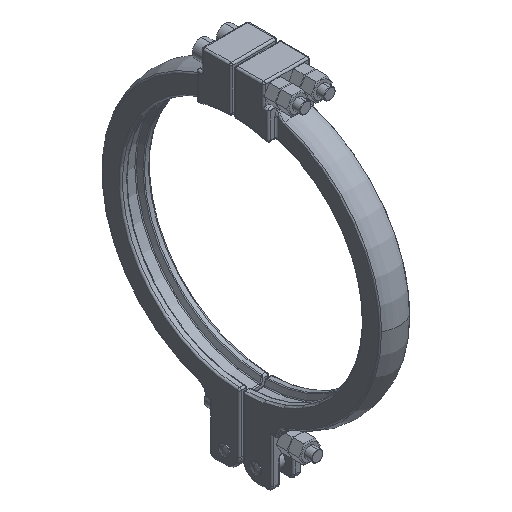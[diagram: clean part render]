
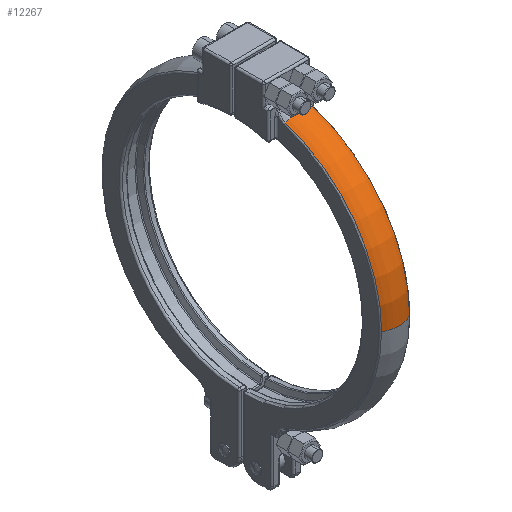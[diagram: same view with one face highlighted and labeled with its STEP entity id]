
A CAD part, isometric view. The second image highlights one B-rep face of the part: STEP entity #12267.
In plain terms, the highlighted toroidal (fillet/blend) face has major radius 124 mm and minor radius 30 mm.
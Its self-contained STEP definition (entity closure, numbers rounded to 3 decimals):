
#582 = DIRECTION ( 'NONE',  ( 0., 0., -1. ) ) ;
#781 = CARTESIAN_POINT ( 'NONE',  ( 10.302, -47.015, 144.763 ) ) ;
#876 = DIRECTION ( 'NONE',  ( -1., 0., 0. ) ) ;
#888 = TOROIDAL_SURFACE ( 'NONE', #10089, 124., 30. ) ;
#2656 = CARTESIAN_POINT ( 'NONE',  ( 0., 0., 0. ) ) ;
#2781 = CARTESIAN_POINT ( 'NONE',  ( -15., -47.228, 142.351 ) ) ;
#2997 = EDGE_LOOP ( 'NONE', ( #5455, #4454, #8547, #7379 ) ) ;
#3151 = EDGE_CURVE ( 'NONE', #13939, #5117, #3194, .T. ) ;
#3194 = B_SPLINE_CURVE_WITH_KNOTS ( 'NONE', 3,
 ( #15825, #9753, #12315, #781, #9513, #15914, #4738, #7048, #12148, #12070, #15996, #8435, #14521, #13378, #5977, #3421, #13453, #11080, #3503, #6052, #8522, #5721 ),
 .UNSPECIFIED., .F., .F.,
 ( 4, 2, 2, 2, 2, 2, 2, 2, 2, 2, 4 ),
 ( 0.001, 0.005, 0.009, 0.013, 0.017, 0.019, 0.021, 0.025, 0.029, 0.031, 0.033 ),
 .UNSPECIFIED. ) ;
#3355 = CARTESIAN_POINT ( 'NONE',  ( 0., -124., 0. ) ) ;
#3421 = CARTESIAN_POINT ( 'NONE',  ( -9.066, -46.976, 145.218 ) ) ;
#3503 = CARTESIAN_POINT ( 'NONE',  ( -12.694, -47.111, 143.663 ) ) ;
#4232 = AXIS2_PLACEMENT_3D ( 'NONE', #3355, #8372, #876 ) ;
#4454 = ORIENTED_EDGE ( 'NONE', *, *, #5569, .T. ) ;
#4738 = CARTESIAN_POINT ( 'NONE',  ( 5.274, -46.889, 146.229 ) ) ;
#5058 = CIRCLE ( 'NONE', #14218, 149.981 ) ;
#5060 = DIRECTION ( 'NONE',  ( 0., 0., 1. ) ) ;
#5117 = VERTEX_POINT ( 'NONE', #2781 ) ;
#5279 = CIRCLE ( 'NONE', #8961, 149.981 ) ;
#5455 = ORIENTED_EDGE ( 'NONE', *, *, #5481, .F. ) ;
#5481 = EDGE_CURVE ( 'NONE', #8764, #10214, #13954, .T. ) ;
#5569 = EDGE_CURVE ( 'NONE', #8764, #13939, #5279, .T. ) ;
#5721 = CARTESIAN_POINT ( 'NONE',  ( -15., -47.228, 142.351 ) ) ;
#5977 = CARTESIAN_POINT ( 'NONE',  ( -6.55, -46.913, 145.951 ) ) ;
#6052 = CARTESIAN_POINT ( 'NONE',  ( -13.865, -47.166, 143.036 ) ) ;
#6623 = CARTESIAN_POINT ( 'NONE',  ( 15., 0., 0. ) ) ;
#6841 = DIRECTION ( 'NONE',  ( 1., 0., 0. ) ) ;
#7048 = CARTESIAN_POINT ( 'NONE',  ( 2.642, -46.857, 146.607 ) ) ;
#7379 = ORIENTED_EDGE ( 'NONE', *, *, #7728, .T. ) ;
#7681 = DIRECTION ( 'NONE',  ( -1., 0., 0. ) ) ;
#7728 = EDGE_CURVE ( 'NONE', #5117, #10214, #5058, .T. ) ;
#8372 = DIRECTION ( 'NONE',  ( 0., 0., -1. ) ) ;
#8435 = CARTESIAN_POINT ( 'NONE',  ( -2.632, -46.859, 146.584 ) ) ;
#8522 = CARTESIAN_POINT ( 'NONE',  ( -14.438, -47.196, 142.703 ) ) ;
#8547 = ORIENTED_EDGE ( 'NONE', *, *, #3151, .T. ) ;
#8764 = VERTEX_POINT ( 'NONE', #13746 ) ;
#8961 = AXIS2_PLACEMENT_3D ( 'NONE', #6623, #10174, #5060 ) ;
#9513 = CARTESIAN_POINT ( 'NONE',  ( 9.074, -46.976, 145.215 ) ) ;
#9753 = CARTESIAN_POINT ( 'NONE',  ( 13.876, -47.164, 143.056 ) ) ;
#9976 = CARTESIAN_POINT ( 'NONE',  ( 15., -47.228, 142.351 ) ) ;
#10089 = AXIS2_PLACEMENT_3D ( 'NONE', #2656, #7681, #13689 ) ;
#10174 = DIRECTION ( 'NONE',  ( -1., 0., 0. ) ) ;
#10214 = VERTEX_POINT ( 'NONE', #12858 ) ;
#11080 = CARTESIAN_POINT ( 'NONE',  ( -12.098, -47.085, 143.955 ) ) ;
#12070 = CARTESIAN_POINT ( 'NONE',  ( -0.654, -46.849, 146.701 ) ) ;
#12148 = CARTESIAN_POINT ( 'NONE',  ( 1.323, -46.849, 146.701 ) ) ;
#12267 = ADVANCED_FACE ( 'NONE', ( #12789 ), #888, .T. ) ;
#12315 = CARTESIAN_POINT ( 'NONE',  ( 12.7, -47.109, 143.685 ) ) ;
#12789 = FACE_OUTER_BOUND ( 'NONE', #2997, .T. ) ;
#12858 = CARTESIAN_POINT ( 'NONE',  ( -15., -149.981, 0. ) ) ;
#13174 = CARTESIAN_POINT ( 'NONE',  ( -15., 0., 0. ) ) ;
#13378 = CARTESIAN_POINT ( 'NONE',  ( -5.265, -46.889, 146.231 ) ) ;
#13453 = CARTESIAN_POINT ( 'NONE',  ( -10.295, -47.015, 144.765 ) ) ;
#13689 = DIRECTION ( 'NONE',  ( 0., -1., 0. ) ) ;
#13746 = CARTESIAN_POINT ( 'NONE',  ( 15., -149.981, 0. ) ) ;
#13939 = VERTEX_POINT ( 'NONE', #9976 ) ;
#13954 = CIRCLE ( 'NONE', #4232, 30. ) ;
#14218 = AXIS2_PLACEMENT_3D ( 'NONE', #13174, #6841, #582 ) ;
#14521 = CARTESIAN_POINT ( 'NONE',  ( -3.292, -46.865, 146.513 ) ) ;
#15825 = CARTESIAN_POINT ( 'NONE',  ( 15., -47.228, 142.351 ) ) ;
#15914 = CARTESIAN_POINT ( 'NONE',  ( 6.56, -46.913, 145.949 ) ) ;
#15996 = CARTESIAN_POINT ( 'NONE',  ( -1.313, -46.851, 146.678 ) ) ;
